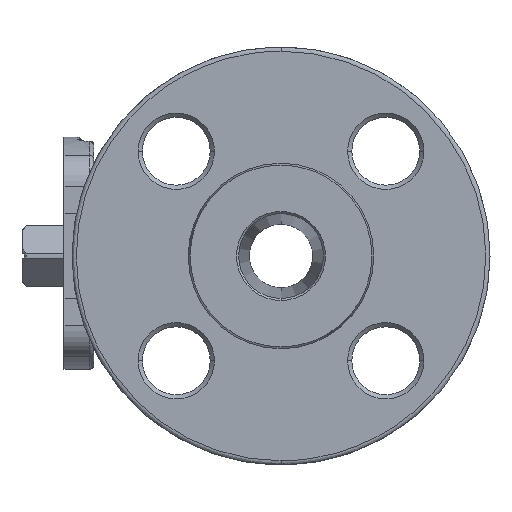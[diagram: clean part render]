
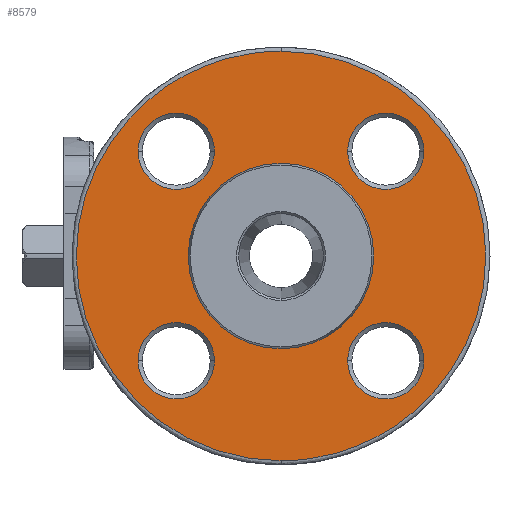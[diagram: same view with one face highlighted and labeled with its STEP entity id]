
A CAD part, left-side view. The second image highlights one B-rep face of the part: STEP entity #8579.
In plain terms, the highlighted planar face has unit normal (-1, 0, 0).
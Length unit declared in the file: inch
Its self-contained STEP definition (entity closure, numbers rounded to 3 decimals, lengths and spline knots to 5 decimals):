
#139 = CIRCLE ( 'NONE', #18426, 0.35433 ) ;
#277 = DIRECTION ( 'NONE',  ( 0., -1., 0. ) ) ;
#535 = DIRECTION ( 'NONE',  ( 0., 1., 0. ) ) ;
#560 = EDGE_LOOP ( 'NONE', ( #34279, #10463 ) ) ;
#837 = DIRECTION ( 'NONE',  ( 1., 0., 0. ) ) ;
#1336 = EDGE_CURVE ( 'NONE', #35181, #19030, #34700, .T. ) ;
#1680 = CARTESIAN_POINT ( 'NONE',  ( -2.00582, -0.2811, -1.90157 ) ) ;
#1694 = ORIENTED_EDGE ( 'NONE', *, *, #4307, .T. ) ;
#2013 = VERTEX_POINT ( 'NONE', #17258 ) ;
#2440 = VERTEX_POINT ( 'NONE', #26664 ) ;
#2526 = CARTESIAN_POINT ( 'NONE',  ( -2.00582, 0.69186, -0.97297 ) ) ;
#2700 = EDGE_LOOP ( 'NONE', ( #36841, #17666 ) ) ;
#3316 = EDGE_CURVE ( 'NONE', #36980, #19199, #37392, .T. ) ;
#3514 = DIRECTION ( 'NONE',  ( 0., -1., 0. ) ) ;
#4307 = EDGE_CURVE ( 'NONE', #31403, #29409, #7439, .T. ) ;
#4504 = CARTESIAN_POINT ( 'NONE',  ( -2.00582, 0.69186, -0.97297 ) ) ;
#4944 = AXIS2_PLACEMENT_3D ( 'NONE', #33313, #7050, #28895 ) ;
#5044 = DIRECTION ( 'NONE',  ( 0., -1., 0. ) ) ;
#5132 = CARTESIAN_POINT ( 'NONE',  ( -2.00582, -0.2811, 1.90157 ) ) ;
#5620 = VERTEX_POINT ( 'NONE', #21554 ) ;
#5664 = EDGE_LOOP ( 'NONE', ( #20014, #25374 ) ) ;
#6075 = CARTESIAN_POINT ( 'NONE',  ( -2.00582, -0.2811, 0. ) ) ;
#6546 = CARTESIAN_POINT ( 'NONE',  ( -2.00582, -1.25407, 0.97297 ) ) ;
#7050 = DIRECTION ( 'NONE',  ( 1., 0., 0. ) ) ;
#7099 = EDGE_CURVE ( 'NONE', #26781, #5620, #18456, .T. ) ;
#7439 = CIRCLE ( 'NONE', #9842, 0.35433 ) ;
#7849 = FACE_BOUND ( 'NONE', #5664, .T. ) ;
#7971 = VERTEX_POINT ( 'NONE', #8847 ) ;
#8399 = EDGE_LOOP ( 'NONE', ( #18676, #24183 ) ) ;
#8403 = FACE_BOUND ( 'NONE', #2700, .T. ) ;
#8579 = ADVANCED_FACE ( 'NONE', ( #8403, #37002, #11095, #28329, #22773, #7849 ), #20085, .F. ) ;
#8840 = EDGE_CURVE ( 'NONE', #2440, #19680, #139, .T. ) ;
#8847 = CARTESIAN_POINT ( 'NONE',  ( -2.00582, 0.33753, -0.97297 ) ) ;
#9090 = EDGE_LOOP ( 'NONE', ( #16932, #1694 ) ) ;
#9686 = DIRECTION ( 'NONE',  ( 1., 0., 0. ) ) ;
#9842 = AXIS2_PLACEMENT_3D ( 'NONE', #6546, #15150, #3514 ) ;
#9874 = DIRECTION ( 'NONE',  ( 0., -1., 0. ) ) ;
#10463 = ORIENTED_EDGE ( 'NONE', *, *, #17074, .F. ) ;
#10995 = CARTESIAN_POINT ( 'NONE',  ( -2.00582, 3.52204, 1.90157 ) ) ;
#11053 = CARTESIAN_POINT ( 'NONE',  ( -2.00582, -0.2811, -1.90157 ) ) ;
#11095 = FACE_BOUND ( 'NONE', #8399, .T. ) ;
#11263 = CIRCLE ( 'NONE', #35168, 0.86137 ) ;
#12027 = DIRECTION ( 'NONE',  ( 0., 0., -1. ) ) ;
#13894 = CARTESIAN_POINT ( 'NONE',  ( -2.00582, 1.04619, 0.97297 ) ) ;
#14172 = AXIS2_PLACEMENT_3D ( 'NONE', #6075, #17751, #535 ) ;
#14303 = CARTESIAN_POINT ( 'NONE',  ( -2.00582, 0.69186, 0.97297 ) ) ;
#14783 = CARTESIAN_POINT ( 'NONE',  ( -2.00582, -1.25407, -0.97297 ) ) ;
#14891 = CARTESIAN_POINT ( 'NONE',  ( -2.00582, -1.14247, 0. ) ) ;
#15150 = DIRECTION ( 'NONE',  ( 1., 0., 0. ) ) ;
#15536 = CIRCLE ( 'NONE', #34564, 0.35433 ) ;
#16616 = CARTESIAN_POINT ( 'NONE',  ( -2.00582, -4.08425, -1.90157 ) ) ;
#16689 = DIRECTION ( 'NONE',  ( -1., 0., 0. ) ) ;
#16932 = ORIENTED_EDGE ( 'NONE', *, *, #29395, .T. ) ;
#17074 = EDGE_CURVE ( 'NONE', #19030, #35181, #23713, .T. ) ;
#17123 = CARTESIAN_POINT ( 'NONE',  ( -2.00582, -0.2811, -1.90157 ) ) ;
#17180 = CARTESIAN_POINT ( 'NONE',  ( -2.00582, 0.33753, 0.97297 ) ) ;
#17258 = CARTESIAN_POINT ( 'NONE',  ( -2.00582, 1.04619, -0.97297 ) ) ;
#17312 = CARTESIAN_POINT ( 'NONE',  ( -2.00582, -0.2811, 1.90157 ) ) ;
#17605 = AXIS2_PLACEMENT_3D ( 'NONE', #14783, #837, #277 ) ;
#17666 = ORIENTED_EDGE ( 'NONE', *, *, #27070, .F. ) ;
#17751 = DIRECTION ( 'NONE',  ( -1., 0., 0. ) ) ;
#18426 = AXIS2_PLACEMENT_3D ( 'NONE', #36170, #9686, #9874 ) ;
#18456 = CIRCLE ( 'NONE', #14172, 0.86137 ) ;
#18676 = ORIENTED_EDGE ( 'NONE', *, *, #25900, .T. ) ;
#18952 = EDGE_LOOP ( 'NONE', ( #37319, #29366 ) ) ;
#18959 = CARTESIAN_POINT ( 'NONE',  ( -2.00582, -0.2811, 0. ) ) ;
#19030 = VERTEX_POINT ( 'NONE', #21381 ) ;
#19199 = VERTEX_POINT ( 'NONE', #17180 ) ;
#19580 = CARTESIAN_POINT ( 'NONE',  ( -2.00582, -1.25407, 0.97297 ) ) ;
#19680 = VERTEX_POINT ( 'NONE', #27808 ) ;
#20014 = ORIENTED_EDGE ( 'NONE', *, *, #30285, .T. ) ;
#20085 = PLANE ( 'NONE',  #35564 ) ;
#21381 = CARTESIAN_POINT ( 'NONE',  ( -2.00582, -0.2811, 1.90157 ) ) ;
#21482 = AXIS2_PLACEMENT_3D ( 'NONE', #4504, #35918, #21705 ) ;
#21554 = CARTESIAN_POINT ( 'NONE',  ( -2.00582, -1.14247, 0. ) ) ;
#21705 = DIRECTION ( 'NONE',  ( 0., -1., 0. ) ) ;
#21795 = CIRCLE ( 'NONE', #24233, 0.35433 ) ;
#22773 = FACE_BOUND ( 'NONE', #9090, .T. ) ;
#23491 = DIRECTION ( 'NONE',  ( 1., 0., 0. ) ) ;
#23600 = AXIS2_PLACEMENT_3D ( 'NONE', #19580, #31274, #5044 ) ;
#23713 =( BOUNDED_CURVE ( )  B_SPLINE_CURVE ( 3, ( #5132, #36753, #16616, #11053 ),
 .UNSPECIFIED., .F., .F. ) 
 B_SPLINE_CURVE_WITH_KNOTS ( ( 4, 4 ),
 ( 0., 0.5 ),
 .UNSPECIFIED. ) 
 CURVE ( )  GEOMETRIC_REPRESENTATION_ITEM ( )  RATIONAL_B_SPLINE_CURVE ( ( 1., 0.333, 0.333, 1. ) ) 
 REPRESENTATION_ITEM ( '' )  );
#24183 = ORIENTED_EDGE ( 'NONE', *, *, #27768, .T. ) ;
#24233 = AXIS2_PLACEMENT_3D ( 'NONE', #14303, #23491, #29071 ) ;
#25374 = ORIENTED_EDGE ( 'NONE', *, *, #3316, .T. ) ;
#25466 = DIRECTION ( 'NONE',  ( 0., -1., 0. ) ) ;
#25900 = EDGE_CURVE ( 'NONE', #7971, #2013, #33767, .T. ) ;
#26664 = CARTESIAN_POINT ( 'NONE',  ( -2.00582, -0.89974, -0.97297 ) ) ;
#26781 = VERTEX_POINT ( 'NONE', #34715 ) ;
#27070 = EDGE_CURVE ( 'NONE', #5620, #26781, #11263, .T. ) ;
#27768 = EDGE_CURVE ( 'NONE', #2013, #7971, #15536, .T. ) ;
#27808 = CARTESIAN_POINT ( 'NONE',  ( -2.00582, -1.6084, -0.97297 ) ) ;
#28294 = CARTESIAN_POINT ( 'NONE',  ( -2.00582, -0.89974, 0.97297 ) ) ;
#28329 = FACE_BOUND ( 'NONE', #18952, .T. ) ;
#28557 = DIRECTION ( 'NONE',  ( 0., 1., 0. ) ) ;
#28895 = DIRECTION ( 'NONE',  ( 0., -1., 0. ) ) ;
#29071 = DIRECTION ( 'NONE',  ( 0., -1., 0. ) ) ;
#29366 = ORIENTED_EDGE ( 'NONE', *, *, #8840, .T. ) ;
#29395 = EDGE_CURVE ( 'NONE', #29409, #31403, #36479, .T. ) ;
#29409 = VERTEX_POINT ( 'NONE', #37796 ) ;
#30285 = EDGE_CURVE ( 'NONE', #19199, #36980, #21795, .T. ) ;
#30451 = CIRCLE ( 'NONE', #17605, 0.35433 ) ;
#31274 = DIRECTION ( 'NONE',  ( 1., 0., 0. ) ) ;
#31403 = VERTEX_POINT ( 'NONE', #28294 ) ;
#33313 = CARTESIAN_POINT ( 'NONE',  ( -2.00582, 0.69186, 0.97297 ) ) ;
#33767 = CIRCLE ( 'NONE', #21482, 0.35433 ) ;
#34279 = ORIENTED_EDGE ( 'NONE', *, *, #1336, .F. ) ;
#34326 = EDGE_CURVE ( 'NONE', #19680, #2440, #30451, .T. ) ;
#34564 = AXIS2_PLACEMENT_3D ( 'NONE', #2526, #37213, #25466 ) ;
#34700 =( BOUNDED_CURVE ( )  B_SPLINE_CURVE ( 3, ( #17123, #37279, #10995, #17312 ),
 .UNSPECIFIED., .F., .F. ) 
 B_SPLINE_CURVE_WITH_KNOTS ( ( 4, 4 ),
 ( 0.5, 1. ),
 .UNSPECIFIED. ) 
 CURVE ( )  GEOMETRIC_REPRESENTATION_ITEM ( )  RATIONAL_B_SPLINE_CURVE ( ( 1., 0.333, 0.333, 1. ) ) 
 REPRESENTATION_ITEM ( '' )  );
#34715 = CARTESIAN_POINT ( 'NONE',  ( -2.00582, 0.58026, 0. ) ) ;
#35168 = AXIS2_PLACEMENT_3D ( 'NONE', #18959, #16689, #28557 ) ;
#35181 = VERTEX_POINT ( 'NONE', #1680 ) ;
#35564 = AXIS2_PLACEMENT_3D ( 'NONE', #14891, #35594, #12027 ) ;
#35594 = DIRECTION ( 'NONE',  ( 1., 0., 0. ) ) ;
#35918 = DIRECTION ( 'NONE',  ( 1., 0., 0. ) ) ;
#36170 = CARTESIAN_POINT ( 'NONE',  ( -2.00582, -1.25407, -0.97297 ) ) ;
#36479 = CIRCLE ( 'NONE', #23600, 0.35433 ) ;
#36753 = CARTESIAN_POINT ( 'NONE',  ( -2.00582, -4.08425, 1.90157 ) ) ;
#36841 = ORIENTED_EDGE ( 'NONE', *, *, #7099, .F. ) ;
#36980 = VERTEX_POINT ( 'NONE', #13894 ) ;
#37002 = FACE_OUTER_BOUND ( 'NONE', #560, .T. ) ;
#37213 = DIRECTION ( 'NONE',  ( 1., 0., 0. ) ) ;
#37279 = CARTESIAN_POINT ( 'NONE',  ( -2.00582, 3.52204, -1.90157 ) ) ;
#37319 = ORIENTED_EDGE ( 'NONE', *, *, #34326, .T. ) ;
#37392 = CIRCLE ( 'NONE', #4944, 0.35433 ) ;
#37796 = CARTESIAN_POINT ( 'NONE',  ( -2.00582, -1.6084, 0.97297 ) ) ;
